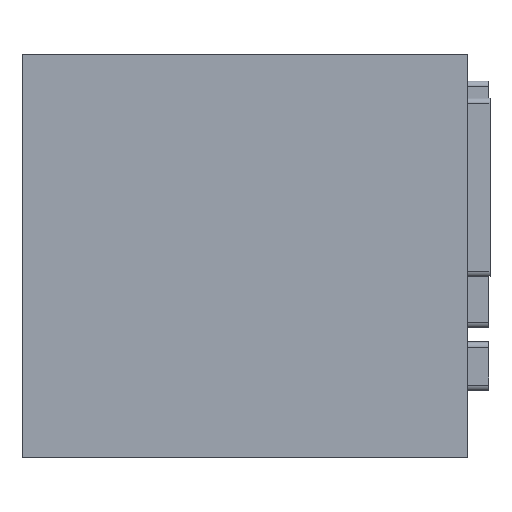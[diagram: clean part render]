
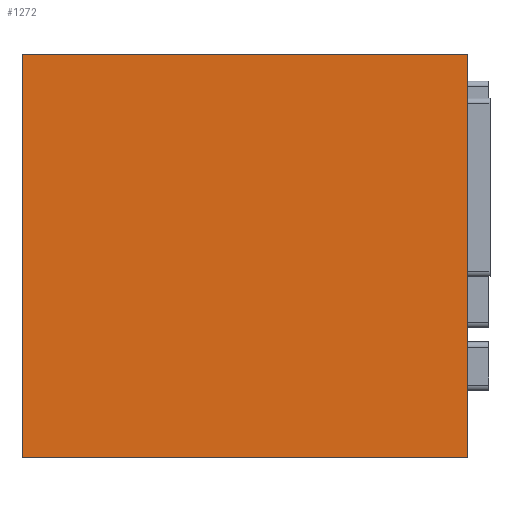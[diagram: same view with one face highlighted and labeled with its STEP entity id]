
A CAD part, top view. The second image highlights one B-rep face of the part: STEP entity #1272.
In plain terms, the highlighted planar face has unit normal (0, 0, 1).
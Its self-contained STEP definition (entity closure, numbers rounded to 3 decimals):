
#1245=AXIS2_PLACEMENT_3D('Plane Axis2P3D',#1242,#1243,#1244) ;
#778=CARTESIAN_POINT('Line Origine',(16.8,7.6,18.3)) ;
#782=CARTESIAN_POINT('Vertex',(16.8,0.,18.3)) ;
#784=CARTESIAN_POINT('Vertex',(16.8,15.2,18.3)) ;
#1242=CARTESIAN_POINT('Axis2P3D Location',(0.,15.2,18.3)) ;
#1247=CARTESIAN_POINT('Line Origine',(0.,7.6,18.3)) ;
#1251=CARTESIAN_POINT('Vertex',(0.,0.,18.3)) ;
#1253=CARTESIAN_POINT('Vertex',(0.,15.2,18.3)) ;
#1256=CARTESIAN_POINT('Line Origine',(8.4,0.,18.3)) ;
#1261=CARTESIAN_POINT('Line Origine',(8.4,15.2,18.3)) ;
#779=DIRECTION('Vector Direction',(0.,-1.,0.)) ;
#1243=DIRECTION('Axis2P3D Direction',(0.,0.,1.)) ;
#1244=DIRECTION('Axis2P3D XDirection',(0.,-1.,0.)) ;
#1248=DIRECTION('Vector Direction',(0.,-1.,0.)) ;
#1257=DIRECTION('Vector Direction',(1.,0.,0.)) ;
#1262=DIRECTION('Vector Direction',(1.,0.,0.)) ;
#780=VECTOR('Line Direction',#779,1.) ;
#1249=VECTOR('Line Direction',#1248,1.) ;
#1258=VECTOR('Line Direction',#1257,1.) ;
#1263=VECTOR('Line Direction',#1262,1.) ;
#1267=ORIENTED_EDGE('',*,*,#1255,.F.) ;
#1268=ORIENTED_EDGE('',*,*,#1260,.T.) ;
#1269=ORIENTED_EDGE('',*,*,#786,.T.) ;
#1270=ORIENTED_EDGE('',*,*,#1265,.F.) ;
#1272=ADVANCED_FACE('_LMFS 5.00/03/90 3.5SN OR BX 1331970000',(#1271),#1246,.T.) ;
#786=EDGE_CURVE('',#783,#785,#781,.F.) ;
#1255=EDGE_CURVE('',#1252,#1254,#1250,.F.) ;
#1260=EDGE_CURVE('',#1252,#783,#1259,.T.) ;
#1265=EDGE_CURVE('',#1254,#785,#1264,.T.) ;
#1266=EDGE_LOOP('',(#1267,#1268,#1269,#1270)) ;
#1271=FACE_OUTER_BOUND('',#1266,.T.) ;
#781=LINE('Line',#778,#780) ;
#1250=LINE('Line',#1247,#1249) ;
#1259=LINE('Line',#1256,#1258) ;
#1264=LINE('Line',#1261,#1263) ;
#1246=PLANE('',#1245) ;
#783=VERTEX_POINT('',#782) ;
#785=VERTEX_POINT('',#784) ;
#1252=VERTEX_POINT('',#1251) ;
#1254=VERTEX_POINT('',#1253) ;
